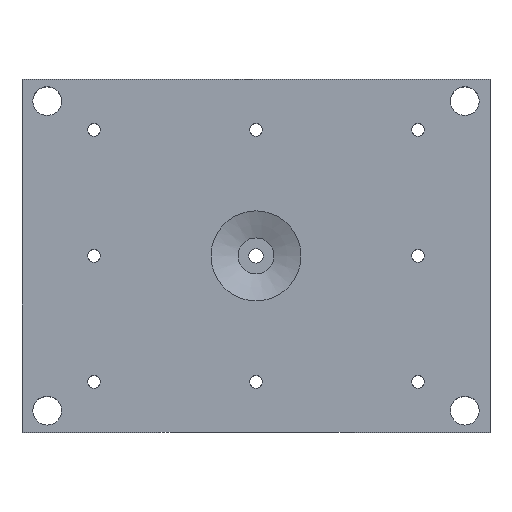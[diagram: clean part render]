
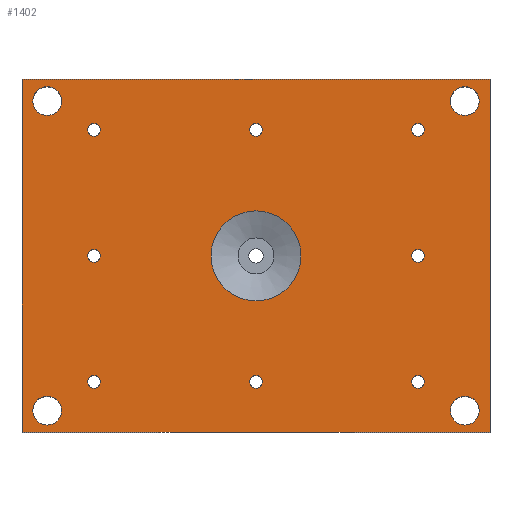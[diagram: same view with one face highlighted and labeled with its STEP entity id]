
A CAD part, top view. The second image highlights one B-rep face of the part: STEP entity #1402.
In plain terms, the highlighted planar face has unit normal (0, 0, 1).
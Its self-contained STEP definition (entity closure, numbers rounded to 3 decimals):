
#33=FACE_BOUND('',#234,.T.);
#34=FACE_BOUND('',#235,.T.);
#35=FACE_BOUND('',#236,.T.);
#36=FACE_BOUND('',#237,.T.);
#37=FACE_BOUND('',#238,.T.);
#38=FACE_BOUND('',#239,.T.);
#39=FACE_BOUND('',#240,.T.);
#40=FACE_BOUND('',#241,.T.);
#41=FACE_BOUND('',#242,.T.);
#42=FACE_BOUND('',#243,.T.);
#43=FACE_BOUND('',#244,.T.);
#44=FACE_BOUND('',#245,.T.);
#45=FACE_BOUND('',#246,.T.);
#80=PLANE('',#1554);
#150=FACE_OUTER_BOUND('',#233,.T.);
#233=EDGE_LOOP('',(#1284,#1285,#1286,#1287));
#234=EDGE_LOOP('',(#1288));
#235=EDGE_LOOP('',(#1289));
#236=EDGE_LOOP('',(#1290));
#237=EDGE_LOOP('',(#1291));
#238=EDGE_LOOP('',(#1292));
#239=EDGE_LOOP('',(#1293));
#240=EDGE_LOOP('',(#1294));
#241=EDGE_LOOP('',(#1295));
#242=EDGE_LOOP('',(#1296));
#243=EDGE_LOOP('',(#1297));
#244=EDGE_LOOP('',(#1298));
#245=EDGE_LOOP('',(#1299));
#246=EDGE_LOOP('',(#1300));
#370=LINE('',#2354,#500);
#373=LINE('',#2359,#503);
#374=LINE('',#2362,#504);
#376=LINE('',#2365,#506);
#500=VECTOR('',#1949,10.);
#503=VECTOR('',#1954,10.);
#504=VECTOR('',#1957,10.);
#506=VECTOR('',#1961,10.);
#507=CIRCLE('',#1419,1.75);
#509=CIRCLE('',#1422,1.75);
#511=CIRCLE('',#1425,1.75);
#513=CIRCLE('',#1428,1.75);
#515=CIRCLE('',#1431,1.75);
#517=CIRCLE('',#1434,1.75);
#519=CIRCLE('',#1437,1.75);
#521=CIRCLE('',#1440,1.75);
#524=CIRCLE('',#1444,12.5);
#528=CIRCLE('',#1451,4.);
#530=CIRCLE('',#1454,4.);
#532=CIRCLE('',#1457,4.);
#566=CIRCLE('',#1517,4.);
#575=VERTEX_POINT('',#1969);
#577=VERTEX_POINT('',#1975);
#579=VERTEX_POINT('',#1981);
#581=VERTEX_POINT('',#1987);
#583=VERTEX_POINT('',#1993);
#585=VERTEX_POINT('',#1999);
#587=VERTEX_POINT('',#2005);
#589=VERTEX_POINT('',#2011);
#592=VERTEX_POINT('',#2019);
#596=VERTEX_POINT('',#2032);
#598=VERTEX_POINT('',#2038);
#600=VERTEX_POINT('',#2044);
#674=VERTEX_POINT('',#2243);
#703=VERTEX_POINT('',#2351);
#704=VERTEX_POINT('',#2353);
#705=VERTEX_POINT('',#2357);
#706=VERTEX_POINT('',#2361);
#707=EDGE_CURVE('',#575,#575,#507,.T.);
#710=EDGE_CURVE('',#577,#577,#509,.T.);
#713=EDGE_CURVE('',#579,#579,#511,.T.);
#716=EDGE_CURVE('',#581,#581,#513,.T.);
#719=EDGE_CURVE('',#583,#583,#515,.T.);
#722=EDGE_CURVE('',#585,#585,#517,.T.);
#725=EDGE_CURVE('',#587,#587,#519,.T.);
#728=EDGE_CURVE('',#589,#589,#521,.T.);
#733=EDGE_CURVE('',#592,#592,#524,.T.);
#739=EDGE_CURVE('',#596,#596,#528,.T.);
#742=EDGE_CURVE('',#598,#598,#530,.T.);
#745=EDGE_CURVE('',#600,#600,#532,.T.);
#844=EDGE_CURVE('',#674,#674,#566,.T.);
#898=EDGE_CURVE('',#704,#703,#370,.T.);
#901=EDGE_CURVE('',#703,#705,#373,.T.);
#902=EDGE_CURVE('',#706,#704,#374,.T.);
#904=EDGE_CURVE('',#705,#706,#376,.T.);
#1284=ORIENTED_EDGE('',*,*,#901,.T.);
#1285=ORIENTED_EDGE('',*,*,#904,.T.);
#1286=ORIENTED_EDGE('',*,*,#902,.T.);
#1287=ORIENTED_EDGE('',*,*,#898,.T.);
#1288=ORIENTED_EDGE('',*,*,#707,.T.);
#1289=ORIENTED_EDGE('',*,*,#710,.T.);
#1290=ORIENTED_EDGE('',*,*,#713,.T.);
#1291=ORIENTED_EDGE('',*,*,#716,.T.);
#1292=ORIENTED_EDGE('',*,*,#719,.T.);
#1293=ORIENTED_EDGE('',*,*,#722,.T.);
#1294=ORIENTED_EDGE('',*,*,#725,.T.);
#1295=ORIENTED_EDGE('',*,*,#728,.T.);
#1296=ORIENTED_EDGE('',*,*,#733,.T.);
#1297=ORIENTED_EDGE('',*,*,#742,.T.);
#1298=ORIENTED_EDGE('',*,*,#739,.T.);
#1299=ORIENTED_EDGE('',*,*,#844,.T.);
#1300=ORIENTED_EDGE('',*,*,#745,.T.);
#1402=ADVANCED_FACE('',(#150,#33,#34,#35,#36,#37,#38,#39,#40,#41,#42,#43,
#44,#45),#80,.T.);
#1419=AXIS2_PLACEMENT_3D('',#1970,#1562,#1563);
#1422=AXIS2_PLACEMENT_3D('',#1976,#1569,#1570);
#1425=AXIS2_PLACEMENT_3D('',#1982,#1576,#1577);
#1428=AXIS2_PLACEMENT_3D('',#1988,#1583,#1584);
#1431=AXIS2_PLACEMENT_3D('',#1994,#1590,#1591);
#1434=AXIS2_PLACEMENT_3D('',#2000,#1597,#1598);
#1437=AXIS2_PLACEMENT_3D('',#2006,#1604,#1605);
#1440=AXIS2_PLACEMENT_3D('',#2012,#1611,#1612);
#1444=AXIS2_PLACEMENT_3D('',#2021,#1621,#1622);
#1451=AXIS2_PLACEMENT_3D('',#2034,#1637,#1638);
#1454=AXIS2_PLACEMENT_3D('',#2040,#1644,#1645);
#1457=AXIS2_PLACEMENT_3D('',#2046,#1651,#1652);
#1517=AXIS2_PLACEMENT_3D('',#2245,#1836,#1837);
#1554=AXIS2_PLACEMENT_3D('',#2366,#1962,#1963);
#1562=DIRECTION('center_axis',(0.,0.,-1.));
#1563=DIRECTION('ref_axis',(-1.,0.,0.));
#1569=DIRECTION('center_axis',(0.,0.,-1.));
#1570=DIRECTION('ref_axis',(-1.,0.,0.));
#1576=DIRECTION('center_axis',(0.,0.,-1.));
#1577=DIRECTION('ref_axis',(-1.,0.,0.));
#1583=DIRECTION('center_axis',(0.,0.,-1.));
#1584=DIRECTION('ref_axis',(-1.,0.,0.));
#1590=DIRECTION('center_axis',(0.,0.,-1.));
#1591=DIRECTION('ref_axis',(-1.,0.,0.));
#1597=DIRECTION('center_axis',(0.,0.,-1.));
#1598=DIRECTION('ref_axis',(-1.,0.,0.));
#1604=DIRECTION('center_axis',(0.,0.,-1.));
#1605=DIRECTION('ref_axis',(-1.,0.,0.));
#1611=DIRECTION('center_axis',(0.,0.,-1.));
#1612=DIRECTION('ref_axis',(-1.,0.,0.));
#1621=DIRECTION('center_axis',(0.,0.,-1.));
#1622=DIRECTION('ref_axis',(1.,0.,0.));
#1637=DIRECTION('center_axis',(0.,0.,-1.));
#1638=DIRECTION('ref_axis',(-1.,0.,0.));
#1644=DIRECTION('center_axis',(0.,0.,-1.));
#1645=DIRECTION('ref_axis',(-1.,0.,0.));
#1651=DIRECTION('center_axis',(0.,0.,-1.));
#1652=DIRECTION('ref_axis',(-1.,0.,0.));
#1836=DIRECTION('center_axis',(0.,0.,-1.));
#1837=DIRECTION('ref_axis',(-1.,0.,0.));
#1949=DIRECTION('',(-1.,0.,0.));
#1954=DIRECTION('',(0.,-1.,0.));
#1957=DIRECTION('',(0.,1.,0.));
#1961=DIRECTION('',(1.,0.,0.));
#1962=DIRECTION('center_axis',(0.,0.,1.));
#1963=DIRECTION('ref_axis',(1.,0.,0.));
#1969=CARTESIAN_POINT('',(46.75,35.,70.));
#1970=CARTESIAN_POINT('Origin',(45.,35.,70.));
#1975=CARTESIAN_POINT('',(-43.25,-35.,70.));
#1976=CARTESIAN_POINT('Origin',(-45.,-35.,70.));
#1981=CARTESIAN_POINT('',(-43.25,0.,70.));
#1982=CARTESIAN_POINT('Origin',(-45.,0.,70.));
#1987=CARTESIAN_POINT('',(46.75,0.,70.));
#1988=CARTESIAN_POINT('Origin',(45.,0.,70.));
#1993=CARTESIAN_POINT('',(1.75,35.,70.));
#1994=CARTESIAN_POINT('Origin',(0.,35.,70.));
#1999=CARTESIAN_POINT('',(1.75,-35.,70.));
#2000=CARTESIAN_POINT('Origin',(0.,-35.,70.));
#2005=CARTESIAN_POINT('',(-43.25,35.,70.));
#2006=CARTESIAN_POINT('Origin',(-45.,35.,70.));
#2011=CARTESIAN_POINT('',(46.75,-35.,70.));
#2012=CARTESIAN_POINT('Origin',(45.,-35.,70.));
#2019=CARTESIAN_POINT('',(-12.5,0.,70.));
#2021=CARTESIAN_POINT('Origin',(0.,0.,70.));
#2032=CARTESIAN_POINT('',(62.,-43.,70.));
#2034=CARTESIAN_POINT('Origin',(58.,-43.,70.));
#2038=CARTESIAN_POINT('',(-54.,-43.,70.));
#2040=CARTESIAN_POINT('Origin',(-58.,-43.,70.));
#2044=CARTESIAN_POINT('',(62.,43.,70.));
#2046=CARTESIAN_POINT('Origin',(58.,43.,70.));
#2243=CARTESIAN_POINT('',(-54.,43.,70.));
#2245=CARTESIAN_POINT('Origin',(-58.,43.,70.));
#2351=CARTESIAN_POINT('',(-65.,49.,70.));
#2353=CARTESIAN_POINT('',(65.,49.,70.));
#2354=CARTESIAN_POINT('',(32.5,49.,70.));
#2357=CARTESIAN_POINT('',(-65.,-49.,70.));
#2359=CARTESIAN_POINT('',(-65.,24.5,70.));
#2361=CARTESIAN_POINT('',(65.,-49.,70.));
#2362=CARTESIAN_POINT('',(65.,-24.5,70.));
#2365=CARTESIAN_POINT('',(-32.5,-49.,70.));
#2366=CARTESIAN_POINT('Origin',(0.,0.,70.));
